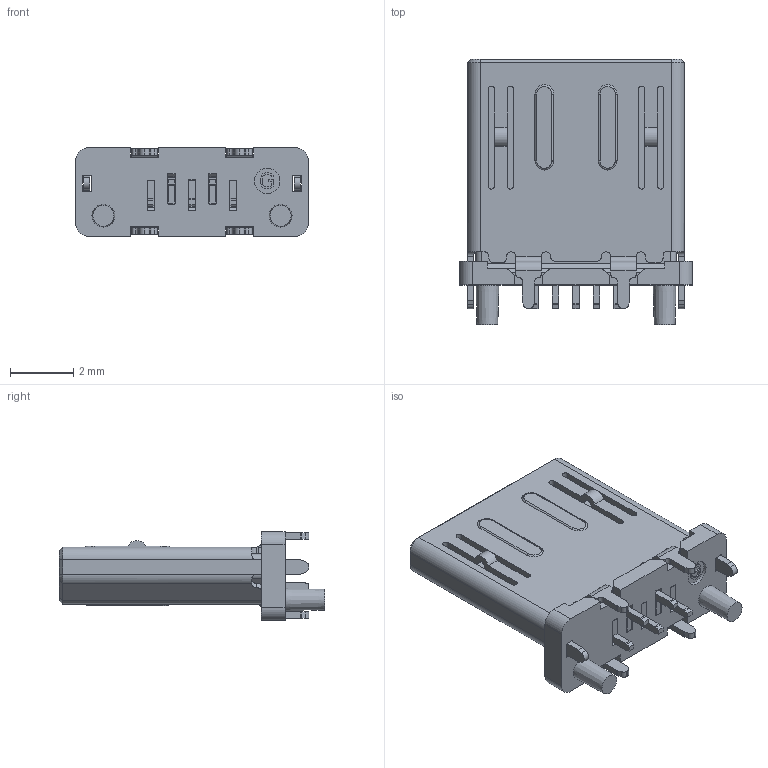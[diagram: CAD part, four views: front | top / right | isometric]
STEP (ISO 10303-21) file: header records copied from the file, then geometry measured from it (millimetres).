
FILE_DESCRIPTION( ( 'STEP AP214' ), '1' );
FILE_NAME( 'USB3150-30-075-A.stp', '2020-04-21T04:02:37', ( 'License CC BY-ND 4.0' ), ( 'CADENAS' ), ' ', 'PARTsolutions', ' ' );
FILE_SCHEMA( ( 'AUTOMOTIVE_DESIGN { 1 0 10303 214 1 1 1 1 }' ) );
Length unit declared in the file: millimetre
Products named in the file (6): USB3150-30-075-A; Imported1; NONE
Assembly tree (7 placements, depth 2):
  USB3150-30-075-A
    Imported1
    NONE
    NONE  x2
    NONE  x2
    Imported1
Bounding box: 7.35 x 8.38 x 2.8 mm (x, y, z)
Volume: 73.4 mm3; surface area: 474.5 mm2
Topology: 7 solids, 7 shells, 760 faces, 2175 edges, 1430 vertices
Faces by surface type: plane 469, cylinder 273, bspline 10, cone 8
Full cylindrical faces by diameter (mm): 0.8 x1
Entity records: 26705 total; most frequent: CARTESIAN_POINT 4023, ORIENTED_EDGE 3716, DIRECTION 3594, EDGE_CURVE 1858, LINE 1358, VECTOR 1358, VERTEX_POINT 1222, AXIS2_PLACEMENT_3D 1118
